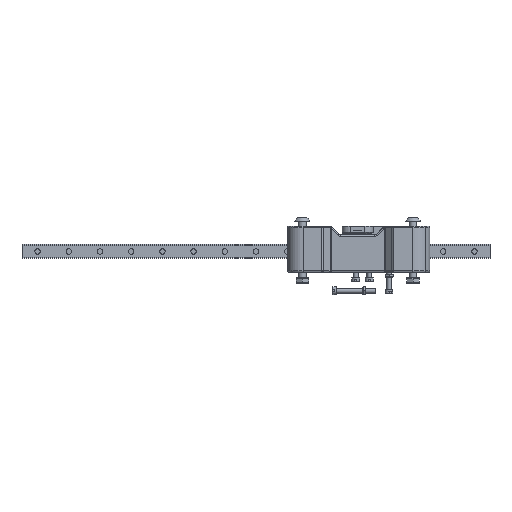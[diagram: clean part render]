
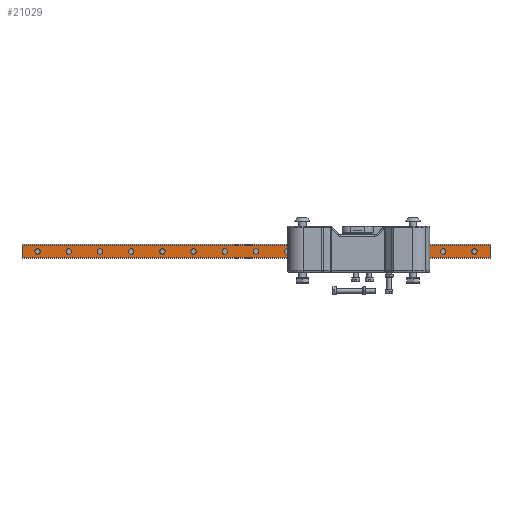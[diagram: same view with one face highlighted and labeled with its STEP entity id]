
A CAD part, left-side view. The second image highlights one B-rep face of the part: STEP entity #21029.
In plain terms, the highlighted face is planar.
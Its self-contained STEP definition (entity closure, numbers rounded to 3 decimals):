
#1004=FACE_BOUND('',#5051,.T.);
#1005=FACE_BOUND('',#5052,.T.);
#1006=FACE_BOUND('',#5053,.T.);
#1007=FACE_BOUND('',#5054,.T.);
#1008=FACE_BOUND('',#5055,.T.);
#1009=FACE_BOUND('',#5056,.T.);
#1010=FACE_BOUND('',#5057,.T.);
#1011=FACE_BOUND('',#5058,.T.);
#1012=FACE_BOUND('',#5059,.T.);
#1013=FACE_BOUND('',#5060,.T.);
#1014=FACE_BOUND('',#5061,.T.);
#1015=FACE_BOUND('',#5062,.T.);
#1016=FACE_BOUND('',#5063,.T.);
#1017=FACE_BOUND('',#5064,.T.);
#1018=FACE_BOUND('',#5065,.T.);
#1685=CIRCLE('',#22984,1.75);
#1689=CIRCLE('',#22990,1.75);
#1693=CIRCLE('',#22996,1.75);
#1697=CIRCLE('',#23002,1.75);
#1701=CIRCLE('',#23008,1.75);
#1705=CIRCLE('',#23014,1.75);
#1709=CIRCLE('',#23020,1.75);
#1713=CIRCLE('',#23026,1.75);
#1717=CIRCLE('',#23032,1.75);
#1721=CIRCLE('',#23038,1.75);
#1725=CIRCLE('',#23044,1.75);
#1729=CIRCLE('',#23050,1.75);
#1733=CIRCLE('',#23056,1.75);
#1737=CIRCLE('',#23062,1.75);
#1741=CIRCLE('',#23068,1.75);
#2489=PLANE('',#23252);
#3680=FACE_OUTER_BOUND('',#5050,.T.);
#5050=EDGE_LOOP('',(#19363,#19364,#19365,#19366));
#5051=EDGE_LOOP('',(#19367));
#5052=EDGE_LOOP('',(#19368));
#5053=EDGE_LOOP('',(#19369));
#5054=EDGE_LOOP('',(#19370));
#5055=EDGE_LOOP('',(#19371));
#5056=EDGE_LOOP('',(#19372));
#5057=EDGE_LOOP('',(#19373));
#5058=EDGE_LOOP('',(#19374));
#5059=EDGE_LOOP('',(#19375));
#5060=EDGE_LOOP('',(#19376));
#5061=EDGE_LOOP('',(#19377));
#5062=EDGE_LOOP('',(#19378));
#5063=EDGE_LOOP('',(#19379));
#5064=EDGE_LOOP('',(#19380));
#5065=EDGE_LOOP('',(#19381));
#6936=LINE('',#38554,#8789);
#7000=LINE('',#38686,#8853);
#7014=LINE('',#38750,#8867);
#7015=LINE('',#38751,#8868);
#8789=VECTOR('',#29002,1.);
#8853=VECTOR('',#29114,1.);
#8867=VECTOR('',#29184,1.);
#8868=VECTOR('',#29185,1.);
#10568=VERTEX_POINT('',#37975);
#10572=VERTEX_POINT('',#37987);
#10576=VERTEX_POINT('',#37999);
#10580=VERTEX_POINT('',#38011);
#10584=VERTEX_POINT('',#38023);
#10588=VERTEX_POINT('',#38035);
#10592=VERTEX_POINT('',#38047);
#10596=VERTEX_POINT('',#38059);
#10600=VERTEX_POINT('',#38071);
#10604=VERTEX_POINT('',#38083);
#10608=VERTEX_POINT('',#38095);
#10612=VERTEX_POINT('',#38107);
#10616=VERTEX_POINT('',#38119);
#10620=VERTEX_POINT('',#38131);
#10624=VERTEX_POINT('',#38143);
#10734=VERTEX_POINT('',#38505);
#10757=VERTEX_POINT('',#38552);
#10800=VERTEX_POINT('',#38684);
#10801=VERTEX_POINT('',#38685);
#13327=EDGE_CURVE('',#10568,#10568,#1685,.T.);
#13333=EDGE_CURVE('',#10572,#10572,#1689,.T.);
#13339=EDGE_CURVE('',#10576,#10576,#1693,.T.);
#13345=EDGE_CURVE('',#10580,#10580,#1697,.T.);
#13351=EDGE_CURVE('',#10584,#10584,#1701,.T.);
#13357=EDGE_CURVE('',#10588,#10588,#1705,.T.);
#13363=EDGE_CURVE('',#10592,#10592,#1709,.T.);
#13369=EDGE_CURVE('',#10596,#10596,#1713,.T.);
#13375=EDGE_CURVE('',#10600,#10600,#1717,.T.);
#13381=EDGE_CURVE('',#10604,#10604,#1721,.T.);
#13387=EDGE_CURVE('',#10608,#10608,#1725,.T.);
#13393=EDGE_CURVE('',#10612,#10612,#1729,.T.);
#13399=EDGE_CURVE('',#10616,#10616,#1733,.T.);
#13405=EDGE_CURVE('',#10620,#10620,#1737,.T.);
#13411=EDGE_CURVE('',#10624,#10624,#1741,.T.);
#13601=EDGE_CURVE('',#10757,#10734,#6936,.T.);
#13665=EDGE_CURVE('',#10800,#10801,#7000,.T.);
#13691=EDGE_CURVE('',#10734,#10800,#7014,.T.);
#13692=EDGE_CURVE('',#10757,#10801,#7015,.T.);
#19363=ORIENTED_EDGE('',*,*,#13665,.F.);
#19364=ORIENTED_EDGE('',*,*,#13691,.F.);
#19365=ORIENTED_EDGE('',*,*,#13601,.F.);
#19366=ORIENTED_EDGE('',*,*,#13692,.T.);
#19367=ORIENTED_EDGE('',*,*,#13411,.F.);
#19368=ORIENTED_EDGE('',*,*,#13405,.F.);
#19369=ORIENTED_EDGE('',*,*,#13399,.F.);
#19370=ORIENTED_EDGE('',*,*,#13393,.F.);
#19371=ORIENTED_EDGE('',*,*,#13387,.F.);
#19372=ORIENTED_EDGE('',*,*,#13381,.F.);
#19373=ORIENTED_EDGE('',*,*,#13375,.F.);
#19374=ORIENTED_EDGE('',*,*,#13369,.F.);
#19375=ORIENTED_EDGE('',*,*,#13363,.F.);
#19376=ORIENTED_EDGE('',*,*,#13357,.F.);
#19377=ORIENTED_EDGE('',*,*,#13351,.F.);
#19378=ORIENTED_EDGE('',*,*,#13345,.F.);
#19379=ORIENTED_EDGE('',*,*,#13339,.F.);
#19380=ORIENTED_EDGE('',*,*,#13333,.F.);
#19381=ORIENTED_EDGE('',*,*,#13327,.F.);
#21029=ADVANCED_FACE('',(#3680,#1004,#1005,#1006,#1007,#1008,#1009,#1010,
#1011,#1012,#1013,#1014,#1015,#1016,#1017,#1018),#2489,.F.);
#22984=AXIS2_PLACEMENT_3D('',#37976,#28396,#28397);
#22990=AXIS2_PLACEMENT_3D('',#37988,#28410,#28411);
#22996=AXIS2_PLACEMENT_3D('',#38000,#28424,#28425);
#23002=AXIS2_PLACEMENT_3D('',#38012,#28438,#28439);
#23008=AXIS2_PLACEMENT_3D('',#38024,#28452,#28453);
#23014=AXIS2_PLACEMENT_3D('',#38036,#28466,#28467);
#23020=AXIS2_PLACEMENT_3D('',#38048,#28480,#28481);
#23026=AXIS2_PLACEMENT_3D('',#38060,#28494,#28495);
#23032=AXIS2_PLACEMENT_3D('',#38072,#28508,#28509);
#23038=AXIS2_PLACEMENT_3D('',#38084,#28522,#28523);
#23044=AXIS2_PLACEMENT_3D('',#38096,#28536,#28537);
#23050=AXIS2_PLACEMENT_3D('',#38108,#28550,#28551);
#23056=AXIS2_PLACEMENT_3D('',#38120,#28564,#28565);
#23062=AXIS2_PLACEMENT_3D('',#38132,#28578,#28579);
#23068=AXIS2_PLACEMENT_3D('',#38144,#28592,#28593);
#23252=AXIS2_PLACEMENT_3D('',#38749,#29182,#29183);
#28396=DIRECTION('center_axis',(0.,0.,1.));
#28397=DIRECTION('ref_axis',(1.,0.,0.));
#28410=DIRECTION('center_axis',(0.,0.,1.));
#28411=DIRECTION('ref_axis',(1.,0.,0.));
#28424=DIRECTION('center_axis',(0.,0.,1.));
#28425=DIRECTION('ref_axis',(1.,0.,0.));
#28438=DIRECTION('center_axis',(0.,0.,1.));
#28439=DIRECTION('ref_axis',(1.,0.,0.));
#28452=DIRECTION('center_axis',(0.,0.,1.));
#28453=DIRECTION('ref_axis',(1.,0.,0.));
#28466=DIRECTION('center_axis',(0.,0.,1.));
#28467=DIRECTION('ref_axis',(1.,0.,0.));
#28480=DIRECTION('center_axis',(0.,0.,1.));
#28481=DIRECTION('ref_axis',(1.,0.,0.));
#28494=DIRECTION('center_axis',(0.,0.,1.));
#28495=DIRECTION('ref_axis',(1.,0.,0.));
#28508=DIRECTION('center_axis',(0.,0.,1.));
#28509=DIRECTION('ref_axis',(1.,0.,0.));
#28522=DIRECTION('center_axis',(0.,0.,1.));
#28523=DIRECTION('ref_axis',(1.,0.,0.));
#28536=DIRECTION('center_axis',(0.,0.,1.));
#28537=DIRECTION('ref_axis',(1.,0.,0.));
#28550=DIRECTION('center_axis',(0.,0.,1.));
#28551=DIRECTION('ref_axis',(1.,0.,0.));
#28564=DIRECTION('center_axis',(0.,0.,1.));
#28565=DIRECTION('ref_axis',(1.,0.,0.));
#28578=DIRECTION('center_axis',(0.,0.,1.));
#28579=DIRECTION('ref_axis',(1.,0.,0.));
#28592=DIRECTION('center_axis',(0.,0.,1.));
#28593=DIRECTION('ref_axis',(1.,0.,0.));
#29002=DIRECTION('',(1.,0.,0.));
#29114=DIRECTION('',(-1.,0.,0.));
#29182=DIRECTION('center_axis',(0.,0.,-1.));
#29183=DIRECTION('ref_axis',(1.,0.,0.));
#29184=DIRECTION('',(0.,-1.,0.));
#29185=DIRECTION('',(0.,-1.,0.));
#37975=CARTESIAN_POINT('',(-1.75,10.,0.));
#37976=CARTESIAN_POINT('Origin',(0.,10.,0.));
#37987=CARTESIAN_POINT('',(-1.75,30.,0.));
#37988=CARTESIAN_POINT('Origin',(0.,30.,0.));
#37999=CARTESIAN_POINT('',(-1.75,50.,0.));
#38000=CARTESIAN_POINT('Origin',(0.,50.,0.));
#38011=CARTESIAN_POINT('',(-1.75,70.,0.));
#38012=CARTESIAN_POINT('Origin',(0.,70.,0.));
#38023=CARTESIAN_POINT('',(-1.75,90.,0.));
#38024=CARTESIAN_POINT('Origin',(0.,90.,0.));
#38035=CARTESIAN_POINT('',(-1.75,110.,0.));
#38036=CARTESIAN_POINT('Origin',(0.,110.,0.));
#38047=CARTESIAN_POINT('',(-1.75,130.,0.));
#38048=CARTESIAN_POINT('Origin',(0.,130.,0.));
#38059=CARTESIAN_POINT('',(-1.75,150.,0.));
#38060=CARTESIAN_POINT('Origin',(0.,150.,0.));
#38071=CARTESIAN_POINT('',(-1.75,170.,0.));
#38072=CARTESIAN_POINT('Origin',(0.,170.,0.));
#38083=CARTESIAN_POINT('',(-1.75,190.,0.));
#38084=CARTESIAN_POINT('Origin',(0.,190.,0.));
#38095=CARTESIAN_POINT('',(-1.75,210.,0.));
#38096=CARTESIAN_POINT('Origin',(0.,210.,0.));
#38107=CARTESIAN_POINT('',(-1.75,230.,0.));
#38108=CARTESIAN_POINT('Origin',(0.,230.,0.));
#38119=CARTESIAN_POINT('',(-1.75,250.,0.));
#38120=CARTESIAN_POINT('Origin',(0.,250.,0.));
#38131=CARTESIAN_POINT('',(-1.75,270.,0.));
#38132=CARTESIAN_POINT('Origin',(0.,270.,0.));
#38143=CARTESIAN_POINT('',(-1.75,290.,0.));
#38144=CARTESIAN_POINT('Origin',(0.,290.,0.));
#38505=CARTESIAN_POINT('',(4.1,300.,0.));
#38552=CARTESIAN_POINT('',(-4.1,300.,0.));
#38554=CARTESIAN_POINT('',(-4.1,300.,0.));
#38684=CARTESIAN_POINT('',(4.1,0.,0.));
#38685=CARTESIAN_POINT('',(-4.1,0.,0.));
#38686=CARTESIAN_POINT('',(-4.1,0.,0.));
#38749=CARTESIAN_POINT('Origin',(0.,300.,0.));
#38750=CARTESIAN_POINT('',(4.1,300.,0.));
#38751=CARTESIAN_POINT('',(-4.1,300.,0.));
